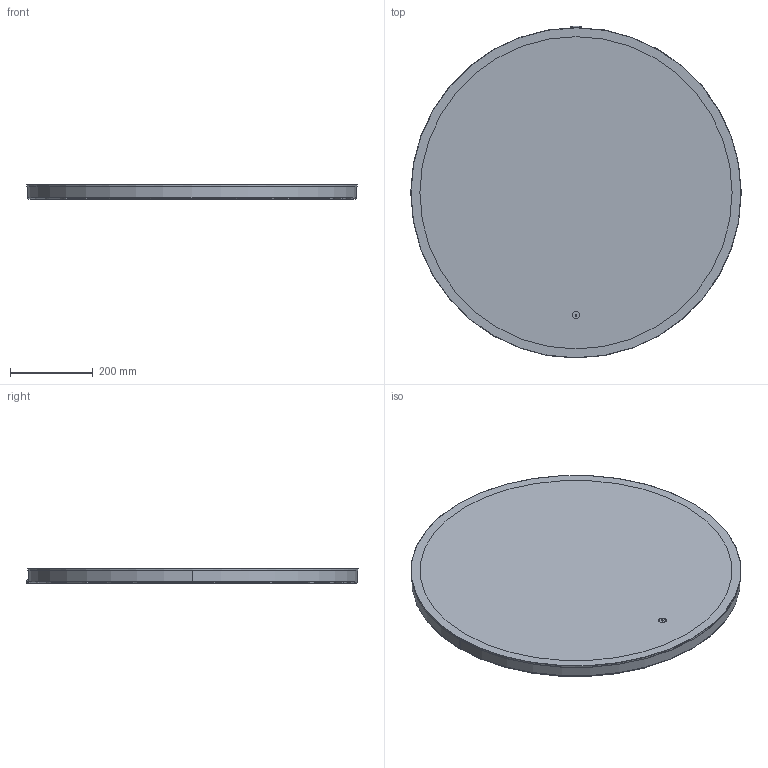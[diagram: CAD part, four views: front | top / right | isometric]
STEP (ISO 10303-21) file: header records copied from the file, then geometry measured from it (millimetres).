
FILE_DESCRIPTION((''),'2;1');
FILE_NAME('432_005_MIRROR_JOHANNESBURG_800_ASM','2022-04-21T09:11:11',('Administrator'),(''),'CREO PARAMETRIC BY PTC INC, 2019080','CREO PARAMETRIC BY PTC INC, 2019080','');
FILE_SCHEMA(('CONFIG_CONTROL_DESIGN'));
Products named in the file (39): MANIFOLD_SOLID_BREP_311_1; 432_200_MIRROR_ROUND_600_29_ASM_ASM; 432_300_BACKPLATE_BACKPLATE_-_6; 432_200_MIRROR_ROUND_600-3_17_1; 11386_2_1; MANIFOLD_SOLID_BREP_8762_1; MANIFOLD_SOLID_BREP_10308_1; 11386-A_1_ASM_1_ASM; 11386-3M_1_1; 11386_ASM_4_ASM_1_ASM; 179_212_MIRROR_FITTING_14_1; 179_213_FLANGE_297_250_FLANGE_3; 336_430_WALLMOUNT_BRACKET_4_1; 179-212_ASM_12_ASM_1_ASM; 336_440_WALLMOUNT_BRACKET-81861; SNP-30W-IP44_1_1; GYD-15-3_3_1; GYD-15-3-B_3_1; 162_243_TERMINAL_HOUSECOVER_1_1; GROMMET_MEMBRANE_GROMMET__10_2_; SCREW__PANHEAD__ISO_7045-114107; 162_242_TERMINAL_BOX_1_1; TERMINAL_STRIP_-2_5_MM2_TERMINA; 336_120_IP44_BOX_IP44_BOX_ASM_3_ASM; M3X6_3_1; 179-213_ASM_14_ASM_1_ASM; LED_6_1; LED-2_6_1; 450_400_LOCK_1_1; 450_401_LOCK_-_COVER_1_1; 450-400_ASM_1_ASM_1_ASM; M7018-B-UL-3; M7018-B-UL-3-1; 3WTGQ-02; M7018-B-DF_ASM; 432_005_MIRROR_JOHANNESBURG__60_ASM; 432-3M_6_1; XIEN-JIA_4_1; 432_005_MIRROR_JOHANNESBURG_800_ASM
Assembly tree (65 placements, depth 5):
  432_005_MIRROR_JOHANNESBURG_800_ASM
    432_005_MIRROR_JOHANNESBURG__60_ASM
      432_200_MIRROR_ROUND_600_29_ASM_ASM
        MANIFOLD_SOLID_BREP_311_1
      432_300_BACKPLATE_BACKPLATE_-_6
      432_200_MIRROR_ROUND_600-3_17_1
      11386_ASM_4_ASM_1_ASM  x2
        11386_2_1
        11386-A_1_ASM_1_ASM
          MANIFOLD_SOLID_BREP_8762_1
          MANIFOLD_SOLID_BREP_10308_1
        11386-3M_1_1
      179-212_ASM_12_ASM_1_ASM
        179_212_MIRROR_FITTING_14_1
        179_213_FLANGE_297_250_FLANGE_3  x2
        336_430_WALLMOUNT_BRACKET_4_1
      179-213_ASM_14_ASM_1_ASM
        336_440_WALLMOUNT_BRACKET-81861
        SNP-30W-IP44_1_1
        GYD-15-3_3_1
        GYD-15-3-B_3_1
        336_120_IP44_BOX_IP44_BOX_ASM_3_ASM
          162_243_TERMINAL_HOUSECOVER_1_1
          GROMMET_MEMBRANE_GROMMET__10_2_  x2
          SCREW__PANHEAD__ISO_7045-114107  x4
          162_242_TERMINAL_BOX_1_1
          TERMINAL_STRIP_-2_5_MM2_TERMINA
        M3X6_3_1  x2
      LED_6_1
      LED-2_6_1
      450-400_ASM_1_ASM_1_ASM
        450_400_LOCK_1_1
        450_401_LOCK_-_COVER_1_1
      M7018-B-DF_ASM
        M7018-B-UL-3
        M7018-B-UL-3-1
        3WTGQ-02  x2
    432-3M_6_1
    XIEN-JIA_4_1  x20
Bounding box: 800 x 803.85 x 35.01 mm (x, y, z)
Volume: 3269949.5 mm3; surface area: 2034690.6 mm2
Topology: 61 solids, 62 shells, 3762 faces, 9711 edges, 6351 vertices
Faces by surface type: plane 2611, cylinder 864, torus 130, sphere 68, bspline 48, cone 28, extrusion 11, revolution 2
Entity records: 92395 total; most frequent: CARTESIAN_POINT 29468, DIRECTION 12849, ORIENTED_EDGE 12708, EDGE_CURVE 6354, VECTOR 4417, LINE 4406, AXIS2_PLACEMENT_3D 4215, VERTEX_POINT 4189
